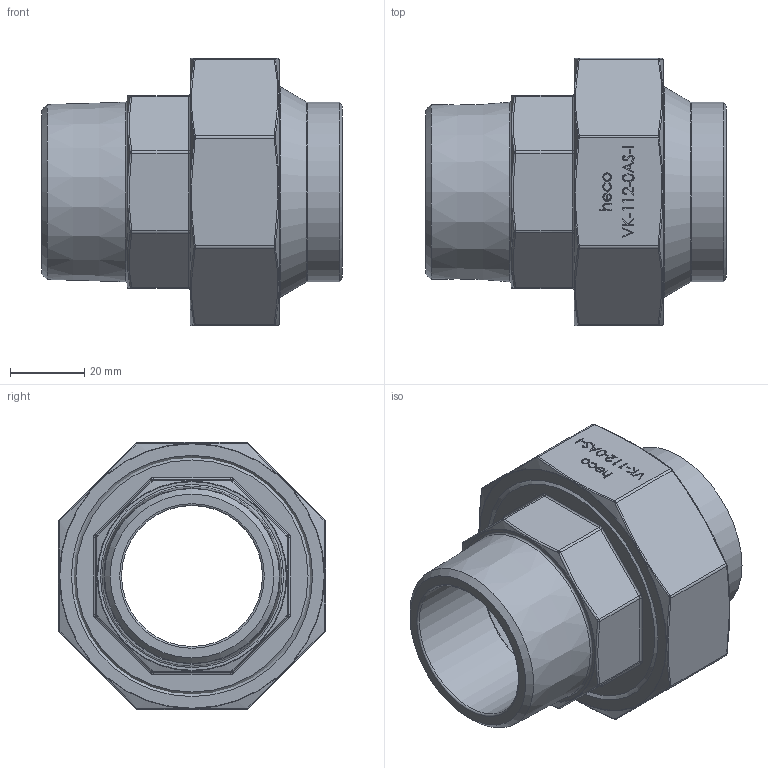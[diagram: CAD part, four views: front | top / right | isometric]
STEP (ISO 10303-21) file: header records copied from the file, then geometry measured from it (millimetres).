
FILE_DESCRIPTION (( 'STEP AP214' ), '1' );
FILE_NAME ('VK-112-0AS-I Verschraubung konisch 2202.STEP', '2022-02-08T09:46:13', ( '' ), ( '' ), 'SwSTEP 2.0', 'SolidWorks 2019', '' );
FILE_SCHEMA (( 'AUTOMOTIVE_DESIGN' ));
Length unit declared in the file: millimetre
Products named in the file (1): VK-112-0AS-I Verschraubung konisch 2202
Bounding box: 81 x 72 x 72 mm (x, y, z)
Volume: 100064.9 mm3; surface area: 43707.3 mm2
Topology: 3 solids, 3 shells, 325 faces, 788 edges, 496 vertices
Faces by surface type: plane 127, bspline 113, cylinder 35, torus 35, cone 15
Full cylindrical faces by diameter (mm): 38 x1, 42 x2, 48 x1, 48.3 x1, 49 x1, 58.5 x1, 59 x1, 62.5 x1, 62.84 x1, 65 x1
Entity records: 17184 total; most frequent: CARTESIAN_POINT 7010, ORIENTED_EDGE 1434, DIRECTION 1061, EDGE_CURVE 717, VERTEX_POINT 478, EDGE_LOOP 411, FACE_OUTER_BOUND 363, AXIS2_PLACEMENT_3D 357
